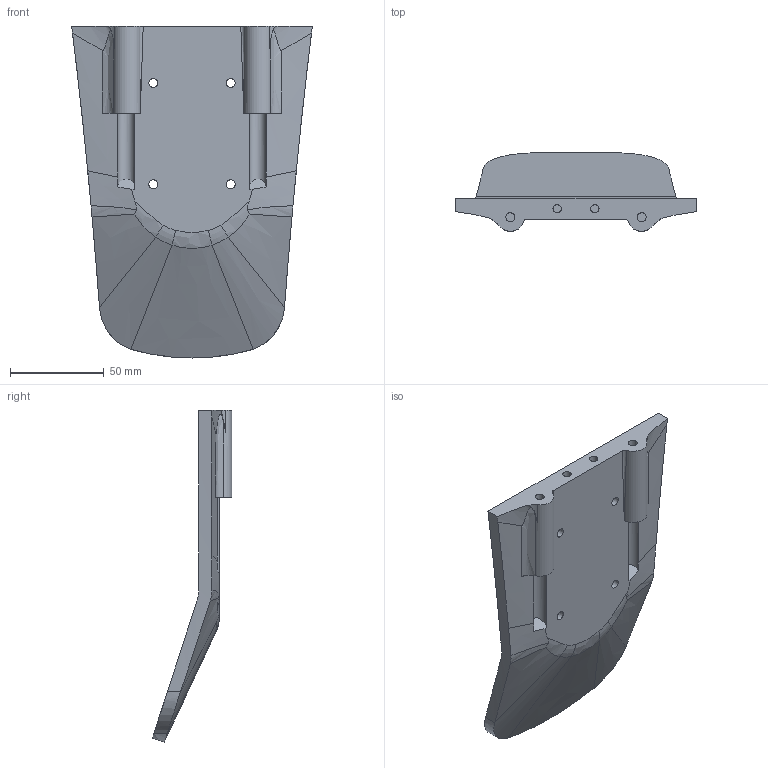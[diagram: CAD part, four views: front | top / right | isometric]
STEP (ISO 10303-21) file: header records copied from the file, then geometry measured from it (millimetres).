
FILE_DESCRIPTION(/* description */ (''),/* implementation_level */ '2;1');
FILE_NAME(/* name */ 'tail.stp',/* time_stamp */ '2023-09-03T20:22:22-07:00',/* author */ ('devan'),/* organization */ (''),/* preprocessor_version */ 'ST-DEVELOPER v20',/* originating_system */ 'Autodesk Inventor 2024',/* authorisation */ '');
FILE_SCHEMA (('AUTOMOTIVE_DESIGN { 1 0 10303 214 3 1 1 }'));
Length unit declared in the file: millimetre
Products named in the file (1): Part1
Bounding box: 128.16 x 42.16 x 176.8 mm (x, y, z)
Volume: 194755.4 mm3; surface area: 48528.9 mm2
Topology: 1 solids, 1 shells, 62 faces, 161 edges, 103 vertices
Faces by surface type: bspline 22, cylinder 21, plane 15, cone 4
Full cylindrical faces by diameter (mm): 4.5 x2, 4.75 x2, 4.763 x4
Entity records: 2862 total; most frequent: CARTESIAN_POINT 1419, ORIENTED_EDGE 318, DIRECTION 243, EDGE_CURVE 159, VERTEX_POINT 103, AXIS2_PLACEMENT_3D 101, EDGE_LOOP 74, FACE_OUTER_BOUND 62
